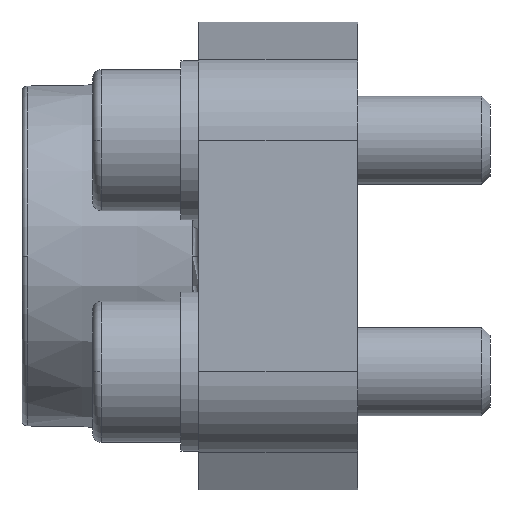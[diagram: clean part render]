
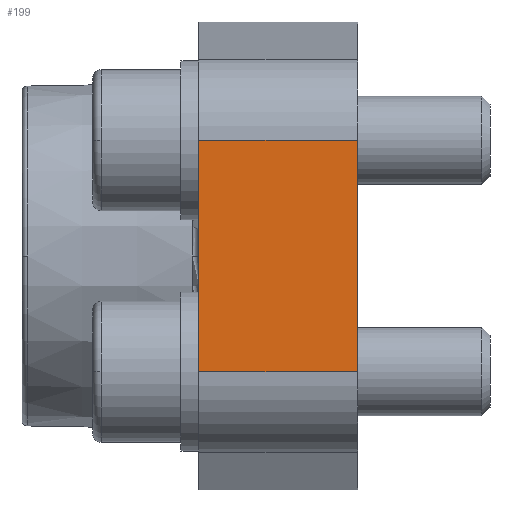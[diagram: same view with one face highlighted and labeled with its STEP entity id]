
A CAD part, front view. The second image highlights one B-rep face of the part: STEP entity #199.
In plain terms, the highlighted planar face has unit normal (0, -1, 0).
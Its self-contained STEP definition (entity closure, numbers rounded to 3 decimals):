
#199=ADVANCED_FACE('',(#470),#471,.T.);
#470=FACE_OUTER_BOUND('',#778,.T.);
#471=PLANE('',#779);
#778=EDGE_LOOP('',(#1806,#1807,#1808,#1809));
#779=AXIS2_PLACEMENT_3D('',#1810,#1811,#1812);
#1806=ORIENTED_EDGE('',*,*,#2237,.T.);
#1807=ORIENTED_EDGE('',*,*,#2273,.F.);
#1808=ORIENTED_EDGE('',*,*,#2259,.T.);
#1809=ORIENTED_EDGE('',*,*,#2272,.T.);
#1810=CARTESIAN_POINT('',(0.,-35.5,0.));
#1811=DIRECTION('',(-0.0,-1.0,0.0));
#1812=DIRECTION('',(0.,0.0,1.0));
#2237=EDGE_CURVE('',#2905,#2903,#2906,.T.);
#2259=EDGE_CURVE('',#2945,#2943,#2946,.T.);
#2272=EDGE_CURVE('',#2943,#2905,#2960,.T.);
#2273=EDGE_CURVE('',#2945,#2903,#2961,.T.);
#2903=VERTEX_POINT('',#4287);
#2905=VERTEX_POINT('',#4289);
#2906=LINE('',#4290,#4291);
#2943=VERTEX_POINT('',#4341);
#2945=VERTEX_POINT('',#4343);
#2946=LINE('',#4344,#4345);
#2960=LINE('',#4365,#4366);
#2961=LINE('',#4367,#4368);
#4287=CARTESIAN_POINT('',(-18.0,-35.5,-13.1));
#4289=CARTESIAN_POINT('',(-18.0,-35.5,13.1));
#4290=CARTESIAN_POINT('',(-18.0,-35.5,-13.1));
#4291=VECTOR('',#4924,1.0);
#4341=CARTESIAN_POINT('',(0.,-35.5,13.1));
#4343=CARTESIAN_POINT('',(0.,-35.5,-13.1));
#4344=CARTESIAN_POINT('',(0.,-35.5,-13.1));
#4345=VECTOR('',#4962,1.0);
#4365=CARTESIAN_POINT('',(0.,-35.5,13.1));
#4366=VECTOR('',#4987,1.0);
#4367=CARTESIAN_POINT('',(0.,-35.5,-13.1));
#4368=VECTOR('',#4988,1.0);
#4924=DIRECTION('',(0.,-0.0,-1.0));
#4962=DIRECTION('',(0.,0.0,1.0));
#4987=DIRECTION('',(-1.0,0.0,0.));
#4988=DIRECTION('',(-1.0,0.0,0.));
